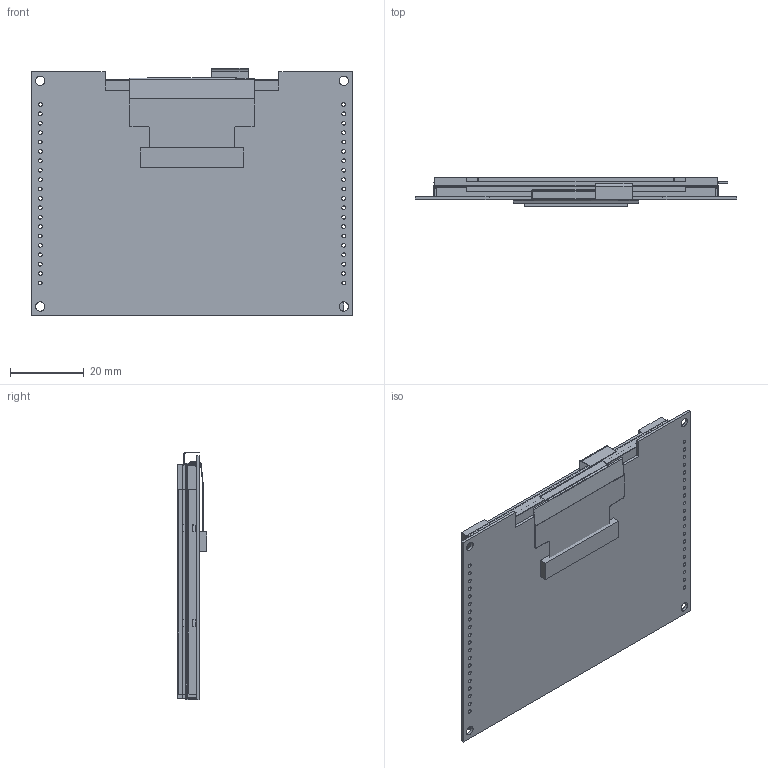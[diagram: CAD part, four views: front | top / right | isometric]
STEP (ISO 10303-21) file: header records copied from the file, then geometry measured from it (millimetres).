
FILE_DESCRIPTION((''),'2;1');
FILE_NAME('AG56D-DAS1_ASM','2013-06-17T',('user31'),(''),'PRO/ENGINEER BY PARAMETRIC TECHNOLOGY CORPORATION, 2010100','PRO/ENGINEER BY PARAMETRIC TECHNOLOGY CORPORATION, 2010100','');
FILE_SCHEMA(('CONFIG_CONTROL_DESIGN'));
Length unit declared in the file: millimetre
Products named in the file (9): PCB; BL; 1; COG; 2; 3; FPC; BZ; AG56D-DAS1_ASM
Assembly tree (8 placements, depth 2):
  AG56D-DAS1_ASM
    PCB
    BL
    1
    COG
    2
    3
    FPC
    BZ
Bounding box: 87 x 8 x 66.92 mm (x, y, z)
Volume: 19935.7 mm3; surface area: 128317.2 mm2
Topology: 8 solids, 15 shells, 911 faces, 2560 edges, 1706 vertices
Faces by surface type: plane 541, cylinder 370
Entity records: 30148 total; most frequent: CARTESIAN_POINT 5261, DIRECTION 5160, ORIENTED_EDGE 5120, EDGE_CURVE 2560, VECTOR 1820, LINE 1820, VERTEX_POINT 1706, AXIS2_PLACEMENT_3D 1670
